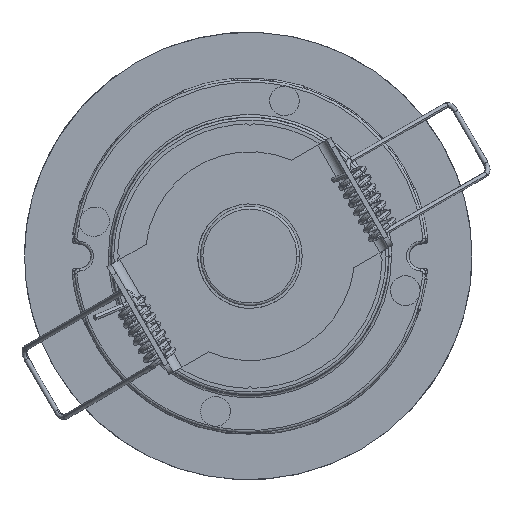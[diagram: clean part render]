
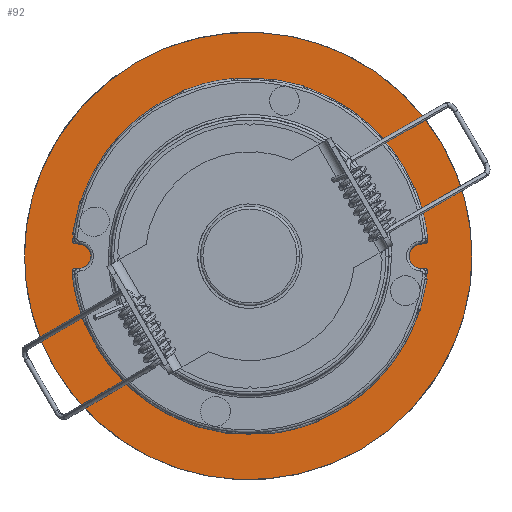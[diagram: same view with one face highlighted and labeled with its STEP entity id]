
A CAD part, top view. The second image highlights one B-rep face of the part: STEP entity #92.
In plain terms, the highlighted planar face has unit normal (0, 0, 1).
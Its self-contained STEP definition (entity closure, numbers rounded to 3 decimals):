
#92=ADVANCED_FACE('',(#1554,#1483),#21573,.T.);
#1483=FACE_BOUND('',#3005,.T.);
#1554=FACE_OUTER_BOUND('',#3004,.T.);
#3004=EDGE_LOOP('',(#4749,#4750,#4751,#4752));
#3005=EDGE_LOOP('',(#4753,#4754,#4755,#4756));
#4749=ORIENTED_EDGE('',*,*,#11488,.F.);
#4750=ORIENTED_EDGE('',*,*,#11490,.F.);
#4751=ORIENTED_EDGE('',*,*,#11502,.F.);
#4752=ORIENTED_EDGE('',*,*,#11487,.F.);
#4753=ORIENTED_EDGE('',*,*,#11504,.F.);
#4754=ORIENTED_EDGE('',*,*,#11494,.F.);
#4755=ORIENTED_EDGE('',*,*,#11497,.F.);
#4756=ORIENTED_EDGE('',*,*,#11493,.T.);
#11487=EDGE_CURVE('',#18379,#18390,#14838,.T.);
#11488=EDGE_CURVE('',#18380,#18379,#14839,.T.);
#11490=EDGE_CURVE('',#18388,#18380,#14840,.T.);
#11493=EDGE_CURVE('',#18383,#18384,#14843,.T.);
#11494=EDGE_CURVE('',#18389,#18392,#14844,.T.);
#11497=EDGE_CURVE('',#18383,#18389,#14846,.T.);
#11502=EDGE_CURVE('',#18390,#18388,#14849,.T.);
#11504=EDGE_CURVE('',#18392,#18384,#14850,.T.);
#14838=(
BOUNDED_CURVE()
B_SPLINE_CURVE(2,(#23217,#23218,#23219,#23220,#23221),.UNSPECIFIED.,.F.,
 .F.)
B_SPLINE_CURVE_WITH_KNOTS((3,2,3),(0.,61.841,123.682),
 .UNSPECIFIED.)
CURVE()
GEOMETRIC_REPRESENTATION_ITEM()
RATIONAL_B_SPLINE_CURVE((1.,0.773,1.,0.773,1.))
REPRESENTATION_ITEM('')
);
#14839=(
BOUNDED_CURVE()
B_SPLINE_CURVE(2,(#23222,#23223,#23224),.UNSPECIFIED.,.F.,.F.)
B_SPLINE_CURVE_WITH_KNOTS((3,3),(265.054,282.743),
 .UNSPECIFIED.)
CURVE()
GEOMETRIC_REPRESENTATION_ITEM()
RATIONAL_B_SPLINE_CURVE((1.,0.981,1.))
REPRESENTATION_ITEM('')
);
#14840=(
BOUNDED_CURVE()
B_SPLINE_CURVE(2,(#23227,#23228,#23229,#23230,#23231),.UNSPECIFIED.,.F.,
 .F.)
B_SPLINE_CURVE_WITH_KNOTS((3,2,3),(141.372,203.213,265.054),
 .UNSPECIFIED.)
CURVE()
GEOMETRIC_REPRESENTATION_ITEM()
RATIONAL_B_SPLINE_CURVE((1.,0.773,1.,0.773,1.))
REPRESENTATION_ITEM('')
);
#14843=(
BOUNDED_CURVE()
B_SPLINE_CURVE(2,(#23240,#23241,#23242),.UNSPECIFIED.,.F.,.F.)
B_SPLINE_CURVE_WITH_KNOTS((3,3),(159.032,169.646),
 .UNSPECIFIED.)
CURVE()
GEOMETRIC_REPRESENTATION_ITEM()
RATIONAL_B_SPLINE_CURVE((1.,0.981,1.))
REPRESENTATION_ITEM('')
);
#14844=(
BOUNDED_CURVE()
B_SPLINE_CURVE(2,(#23243,#23244,#23245),.UNSPECIFIED.,.F.,.F.)
B_SPLINE_CURVE_WITH_KNOTS((3,3),(-84.823,-74.209),
 .UNSPECIFIED.)
CURVE()
GEOMETRIC_REPRESENTATION_ITEM()
RATIONAL_B_SPLINE_CURVE((1.,0.981,1.))
REPRESENTATION_ITEM('')
);
#14846=(
BOUNDED_CURVE()
B_SPLINE_CURVE(2,(#23251,#23252,#23253,#23254,#23255),.UNSPECIFIED.,.F.,
 .F.)
B_SPLINE_CURVE_WITH_KNOTS((3,2,3),(-159.032,-121.928,
-84.823),.UNSPECIFIED.)
CURVE()
GEOMETRIC_REPRESENTATION_ITEM()
RATIONAL_B_SPLINE_CURVE((1.,0.773,1.,0.773,1.))
REPRESENTATION_ITEM('')
);
#14849=(
BOUNDED_CURVE()
B_SPLINE_CURVE(2,(#23270,#23271,#23272),.UNSPECIFIED.,.F.,.F.)
B_SPLINE_CURVE_WITH_KNOTS((3,3),(123.682,141.372),
 .UNSPECIFIED.)
CURVE()
GEOMETRIC_REPRESENTATION_ITEM()
RATIONAL_B_SPLINE_CURVE((1.,0.981,1.))
REPRESENTATION_ITEM('')
);
#14850=(
BOUNDED_CURVE()
B_SPLINE_CURVE(2,(#23275,#23276,#23277,#23278,#23279),.UNSPECIFIED.,.F.,
 .F.)
B_SPLINE_CURVE_WITH_KNOTS((3,2,3),(-74.209,-37.105,
0.),.UNSPECIFIED.)
CURVE()
GEOMETRIC_REPRESENTATION_ITEM()
RATIONAL_B_SPLINE_CURVE((1.,0.773,1.,0.773,1.))
REPRESENTATION_ITEM('')
);
#18379=VERTEX_POINT('',#23193);
#18380=VERTEX_POINT('',#23194);
#18383=VERTEX_POINT('',#23197);
#18384=VERTEX_POINT('',#23198);
#18388=VERTEX_POINT('',#23202);
#18389=VERTEX_POINT('',#23203);
#18390=VERTEX_POINT('',#23204);
#18392=VERTEX_POINT('',#23206);
#21573=PLANE('',#21865);
#21865=AXIS2_PLACEMENT_3D('',#23150,#22073,$);
#22073=DIRECTION('',(0.,0.,1.));
#23150=CARTESIAN_POINT('',(53.83,-121.476,-54.27));
#23193=CARTESIAN_POINT('',(45.109,-17.169,-54.27));
#23194=CARTESIAN_POINT('',(48.541,0.068,-54.27));
#23197=CARTESIAN_POINT('',(30.541,0.068,-54.27));
#23198=CARTESIAN_POINT('',(28.482,-10.274,-54.27));
#23202=CARTESIAN_POINT('',(-38.027,17.305,-54.27));
#23203=CARTESIAN_POINT('',(-21.4,10.41,-54.27));
#23204=CARTESIAN_POINT('',(-41.459,0.068,-54.27));
#23206=CARTESIAN_POINT('',(-23.459,0.068,-54.27));
#23217=CARTESIAN_POINT('',(45.109,-17.169,-54.27));
#23218=CARTESIAN_POINT('',(30.965,-51.276,-54.27));
#23219=CARTESIAN_POINT('',(-5.247,-44.066,-54.27));
#23220=CARTESIAN_POINT('',(-41.459,-36.855,-54.27));
#23221=CARTESIAN_POINT('',(-41.459,0.068,-54.27));
#23222=CARTESIAN_POINT('',(48.541,0.068,-54.27));
#23223=CARTESIAN_POINT('',(48.541,-8.892,-54.27));
#23224=CARTESIAN_POINT('',(45.109,-17.169,-54.27));
#23227=CARTESIAN_POINT('',(-38.027,17.305,-54.27));
#23228=CARTESIAN_POINT('',(-23.883,51.412,-54.27));
#23229=CARTESIAN_POINT('',(12.329,44.202,-54.27));
#23230=CARTESIAN_POINT('',(48.541,36.991,-54.27));
#23231=CARTESIAN_POINT('',(48.541,0.068,-54.27));
#23240=CARTESIAN_POINT('',(30.541,0.068,-54.27));
#23241=CARTESIAN_POINT('',(30.541,-5.308,-54.27));
#23242=CARTESIAN_POINT('',(28.482,-10.274,-54.27));
#23243=CARTESIAN_POINT('',(-21.4,10.41,-54.27));
#23244=CARTESIAN_POINT('',(-23.459,5.444,-54.27));
#23245=CARTESIAN_POINT('',(-23.459,0.068,-54.27));
#23251=CARTESIAN_POINT('',(30.541,0.068,-54.27));
#23252=CARTESIAN_POINT('',(30.541,22.222,-54.27));
#23253=CARTESIAN_POINT('',(8.814,26.548,-54.27));
#23254=CARTESIAN_POINT('',(-12.914,30.874,-54.27));
#23255=CARTESIAN_POINT('',(-21.4,10.41,-54.27));
#23270=CARTESIAN_POINT('',(-41.459,0.068,-54.27));
#23271=CARTESIAN_POINT('',(-41.459,9.028,-54.27));
#23272=CARTESIAN_POINT('',(-38.027,17.305,-54.27));
#23275=CARTESIAN_POINT('',(-23.459,0.068,-54.27));
#23276=CARTESIAN_POINT('',(-23.459,-22.086,-54.27));
#23277=CARTESIAN_POINT('',(-1.732,-26.412,-54.27));
#23278=CARTESIAN_POINT('',(19.996,-30.739,-54.27));
#23279=CARTESIAN_POINT('',(28.482,-10.274,-54.27));
